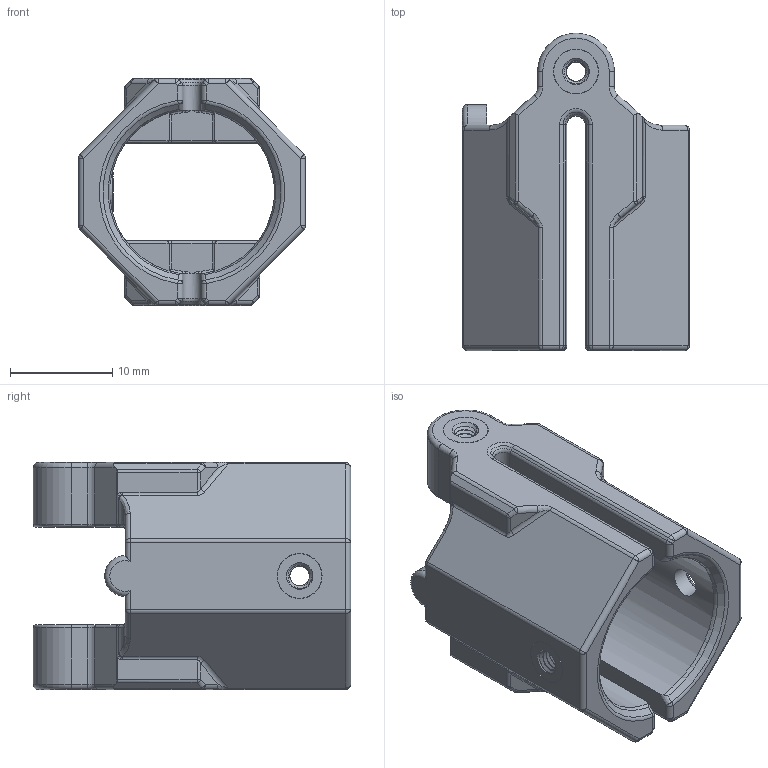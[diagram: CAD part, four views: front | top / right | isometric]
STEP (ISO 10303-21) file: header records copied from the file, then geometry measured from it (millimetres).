
FILE_DESCRIPTION(/* description */ (''),/* implementation_level */ '2;1');
FILE_NAME(/* name */ '20021-004_arm-pivot.step',/* time_stamp */ '2020-02-13T15:33:42-07:00',/* author */ (''),/* organization */ (''),/* preprocessor_version */ 'ST-DEVELOPER v18',/* originating_system */ 'Autodesk Translation Framework v8.12.0.6',/* authorisation */ '');
FILE_SCHEMA (('AUTOMOTIVE_DESIGN { 1 0 10303 214 3 1 1 }'));
Length unit declared in the file: millimetre
Products named in the file (3): 20021-004_arm-pivot; 94180A321; 94180A323
Assembly tree (3 placements, depth 2):
  20021-004_arm-pivot
    94180A321
    94180A323  x2
Bounding box: 22.24 x 31.08 x 22.24 mm (x, y, z)
Volume: 4503.6 mm3; surface area: 4291 mm2
Topology: 4 solids, 4 shells, 1077 faces, 2992 edges, 1931 vertices
Faces by surface type: bspline 474, cylinder 429, plane 81, torus 39, sphere 32, cone 22
Full cylindrical faces by diameter (mm): 1.915 x25, 2.5 x31, 2.9 x1, 3.58 x4, 3.71 x2, 3.86 x3, 3.89 x1, 3.99 x1, 4.37 x3, 4.4 x3, 5.5 x1
Entity records: 33234 total; most frequent: CARTESIAN_POINT 13974, ORIENTED_EDGE 4420, DIRECTION 3792, EDGE_CURVE 2210, AXIS2_PLACEMENT_3D 1511, VERTEX_POINT 1411, EDGE_LOOP 841, FACE_OUTER_BOUND 816
